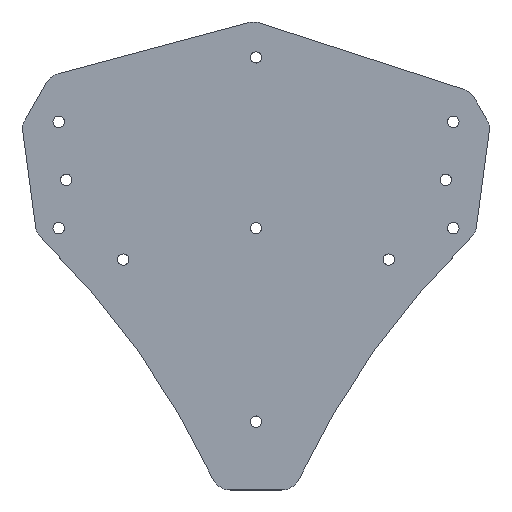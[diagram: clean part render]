
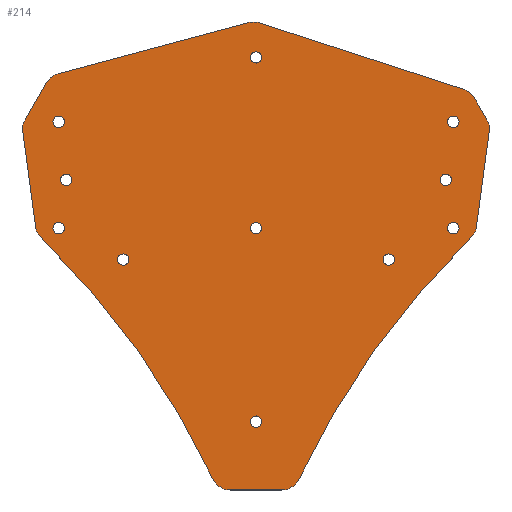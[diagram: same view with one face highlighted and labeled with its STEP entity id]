
A CAD part, top view. The second image highlights one B-rep face of the part: STEP entity #214.
In plain terms, the highlighted planar face has unit normal (0, 0, 1).
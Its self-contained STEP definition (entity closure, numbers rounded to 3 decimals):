
#97=FACE_BOUND('',#272,.T.);
#98=FACE_BOUND('',#273,.T.);
#99=FACE_BOUND('',#274,.T.);
#100=FACE_BOUND('',#275,.T.);
#101=FACE_BOUND('',#276,.T.);
#102=FACE_BOUND('',#277,.T.);
#103=FACE_BOUND('',#278,.T.);
#104=FACE_BOUND('',#279,.T.);
#105=FACE_BOUND('',#280,.T.);
#106=FACE_BOUND('',#281,.T.);
#107=FACE_BOUND('',#282,.T.);
#108=FACE_BOUND('',#283,.T.);
#166=CIRCLE('',#684,220.);
#167=CIRCLE('',#687,220.);
#169=CIRCLE('',#691,1.5);
#170=CIRCLE('',#692,1.5);
#171=CIRCLE('',#693,1.5);
#172=CIRCLE('',#694,1.5);
#173=CIRCLE('',#695,1.5);
#174=CIRCLE('',#696,1.5);
#175=CIRCLE('',#697,1.5);
#176=CIRCLE('',#698,1.5);
#177=CIRCLE('',#699,1.5);
#178=CIRCLE('',#700,1.5);
#179=CIRCLE('',#701,1.5);
#180=CIRCLE('',#702,5.);
#181=CIRCLE('',#703,5.);
#182=CIRCLE('',#704,5.);
#183=CIRCLE('',#705,5.);
#184=CIRCLE('',#706,5.);
#185=CIRCLE('',#707,5.);
#186=CIRCLE('',#708,5.);
#187=CIRCLE('',#709,5.);
#188=CIRCLE('',#710,5.);
#214=ADVANCED_FACE('',(#97,#98,#99,#100,#101,#102,#103,#104,#105,#106,#107,
#108),#243,.F.);
#243=PLANE('',#711);
#272=EDGE_LOOP('',(#351));
#273=EDGE_LOOP('',(#352));
#274=EDGE_LOOP('',(#353));
#275=EDGE_LOOP('',(#354));
#276=EDGE_LOOP('',(#355));
#277=EDGE_LOOP('',(#356));
#278=EDGE_LOOP('',(#357));
#279=EDGE_LOOP('',(#358));
#280=EDGE_LOOP('',(#359));
#281=EDGE_LOOP('',(#360));
#282=EDGE_LOOP('',(#361));
#283=EDGE_LOOP('',(#362,#363,#364,#365,#366,#367,#368,#369,#370,#371,#372,
#373,#374,#375,#376,#377,#378,#379));
#351=ORIENTED_EDGE('',*,*,#561,.T.);
#352=ORIENTED_EDGE('',*,*,#562,.T.);
#353=ORIENTED_EDGE('',*,*,#563,.T.);
#354=ORIENTED_EDGE('',*,*,#564,.T.);
#355=ORIENTED_EDGE('',*,*,#565,.T.);
#356=ORIENTED_EDGE('',*,*,#566,.T.);
#357=ORIENTED_EDGE('',*,*,#567,.T.);
#358=ORIENTED_EDGE('',*,*,#568,.T.);
#359=ORIENTED_EDGE('',*,*,#569,.T.);
#360=ORIENTED_EDGE('',*,*,#570,.T.);
#361=ORIENTED_EDGE('',*,*,#571,.T.);
#362=ORIENTED_EDGE('',*,*,#547,.T.);
#363=ORIENTED_EDGE('',*,*,#572,.T.);
#364=ORIENTED_EDGE('',*,*,#549,.T.);
#365=ORIENTED_EDGE('',*,*,#573,.T.);
#366=ORIENTED_EDGE('',*,*,#553,.T.);
#367=ORIENTED_EDGE('',*,*,#574,.T.);
#368=ORIENTED_EDGE('',*,*,#575,.T.);
#369=ORIENTED_EDGE('',*,*,#576,.T.);
#370=ORIENTED_EDGE('',*,*,#559,.T.);
#371=ORIENTED_EDGE('',*,*,#577,.T.);
#372=ORIENTED_EDGE('',*,*,#578,.T.);
#373=ORIENTED_EDGE('',*,*,#579,.T.);
#374=ORIENTED_EDGE('',*,*,#580,.T.);
#375=ORIENTED_EDGE('',*,*,#581,.T.);
#376=ORIENTED_EDGE('',*,*,#543,.T.);
#377=ORIENTED_EDGE('',*,*,#582,.T.);
#378=ORIENTED_EDGE('',*,*,#583,.T.);
#379=ORIENTED_EDGE('',*,*,#584,.T.);
#485=VERTEX_POINT('',#946);
#486=VERTEX_POINT('',#948);
#489=VERTEX_POINT('',#955);
#490=VERTEX_POINT('',#957);
#491=VERTEX_POINT('',#961);
#492=VERTEX_POINT('',#962);
#495=VERTEX_POINT('',#970);
#496=VERTEX_POINT('',#971);
#501=VERTEX_POINT('',#982);
#502=VERTEX_POINT('',#984);
#503=VERTEX_POINT('',#988);
#504=VERTEX_POINT('',#990);
#505=VERTEX_POINT('',#992);
#506=VERTEX_POINT('',#994);
#507=VERTEX_POINT('',#996);
#508=VERTEX_POINT('',#998);
#509=VERTEX_POINT('',#1000);
#510=VERTEX_POINT('',#1002);
#511=VERTEX_POINT('',#1004);
#512=VERTEX_POINT('',#1006);
#513=VERTEX_POINT('',#1008);
#514=VERTEX_POINT('',#1012);
#515=VERTEX_POINT('',#1014);
#516=VERTEX_POINT('',#1017);
#517=VERTEX_POINT('',#1019);
#518=VERTEX_POINT('',#1021);
#519=VERTEX_POINT('',#1023);
#520=VERTEX_POINT('',#1026);
#521=VERTEX_POINT('',#1028);
#543=EDGE_CURVE('',#486,#485,#619,.T.);
#547=EDGE_CURVE('',#490,#489,#166,.T.);
#549=EDGE_CURVE('',#491,#492,#623,.T.);
#553=EDGE_CURVE('',#495,#496,#167,.T.);
#559=EDGE_CURVE('',#502,#501,#631,.T.);
#561=EDGE_CURVE('',#503,#503,#169,.T.);
#562=EDGE_CURVE('',#504,#504,#170,.T.);
#563=EDGE_CURVE('',#505,#505,#171,.T.);
#564=EDGE_CURVE('',#506,#506,#172,.T.);
#565=EDGE_CURVE('',#507,#507,#173,.T.);
#566=EDGE_CURVE('',#508,#508,#174,.T.);
#567=EDGE_CURVE('',#509,#509,#175,.T.);
#568=EDGE_CURVE('',#510,#510,#176,.T.);
#569=EDGE_CURVE('',#511,#511,#177,.T.);
#570=EDGE_CURVE('',#512,#512,#178,.T.);
#571=EDGE_CURVE('',#513,#513,#179,.T.);
#572=EDGE_CURVE('',#489,#491,#180,.T.);
#573=EDGE_CURVE('',#492,#495,#181,.T.);
#574=EDGE_CURVE('',#496,#514,#182,.T.);
#575=EDGE_CURVE('',#514,#515,#633,.T.);
#576=EDGE_CURVE('',#515,#502,#183,.T.);
#577=EDGE_CURVE('',#501,#516,#184,.T.);
#578=EDGE_CURVE('',#516,#517,#634,.T.);
#579=EDGE_CURVE('',#517,#518,#185,.T.);
#580=EDGE_CURVE('',#518,#519,#635,.T.);
#581=EDGE_CURVE('',#519,#486,#186,.T.);
#582=EDGE_CURVE('',#485,#520,#187,.T.);
#583=EDGE_CURVE('',#520,#521,#636,.T.);
#584=EDGE_CURVE('',#521,#490,#188,.T.);
#619=LINE('',#947,#651);
#623=LINE('',#960,#655);
#631=LINE('',#983,#663);
#633=LINE('',#1013,#665);
#634=LINE('',#1018,#666);
#635=LINE('',#1022,#667);
#636=LINE('',#1027,#668);
#651=VECTOR('',#761,1.);
#655=VECTOR('',#773,1.);
#663=VECTOR('',#789,1.);
#665=VECTOR('',#821,1.);
#666=VECTOR('',#826,1.);
#667=VECTOR('',#829,1.);
#668=VECTOR('',#834,1.);
#684=AXIS2_PLACEMENT_3D('',#956,#768,#769);
#687=AXIS2_PLACEMENT_3D('',#969,#779,#780);
#691=AXIS2_PLACEMENT_3D('',#987,#793,#794);
#692=AXIS2_PLACEMENT_3D('',#989,#795,#796);
#693=AXIS2_PLACEMENT_3D('',#991,#797,#798);
#694=AXIS2_PLACEMENT_3D('',#993,#799,#800);
#695=AXIS2_PLACEMENT_3D('',#995,#801,#802);
#696=AXIS2_PLACEMENT_3D('',#997,#803,#804);
#697=AXIS2_PLACEMENT_3D('',#999,#805,#806);
#698=AXIS2_PLACEMENT_3D('',#1001,#807,#808);
#699=AXIS2_PLACEMENT_3D('',#1003,#809,#810);
#700=AXIS2_PLACEMENT_3D('',#1005,#811,#812);
#701=AXIS2_PLACEMENT_3D('',#1007,#813,#814);
#702=AXIS2_PLACEMENT_3D('',#1009,#815,#816);
#703=AXIS2_PLACEMENT_3D('',#1010,#817,#818);
#704=AXIS2_PLACEMENT_3D('',#1011,#819,#820);
#705=AXIS2_PLACEMENT_3D('',#1015,#822,#823);
#706=AXIS2_PLACEMENT_3D('',#1016,#824,#825);
#707=AXIS2_PLACEMENT_3D('',#1020,#827,#828);
#708=AXIS2_PLACEMENT_3D('',#1024,#830,#831);
#709=AXIS2_PLACEMENT_3D('',#1025,#832,#833);
#710=AXIS2_PLACEMENT_3D('',#1029,#835,#836);
#711=AXIS2_PLACEMENT_3D('',#1030,#837,#838);
#761=DIRECTION('',(-0.5,-0.866,0.));
#768=DIRECTION('',(0.,0.,-1.));
#769=DIRECTION('',(1.,0.,0.));
#773=DIRECTION('',(1.,0.,0.));
#779=DIRECTION('',(0.,0.,-1.));
#780=DIRECTION('',(1.,0.,0.));
#789=DIRECTION('',(-0.5,0.866,0.));
#793=DIRECTION('',(0.,0.,-1.));
#794=DIRECTION('',(-1.,0.,0.));
#795=DIRECTION('',(0.,0.,-1.));
#796=DIRECTION('',(-1.,0.,0.));
#797=DIRECTION('',(0.,0.,-1.));
#798=DIRECTION('',(-1.,0.,0.));
#799=DIRECTION('',(0.,0.,-1.));
#800=DIRECTION('',(-1.,0.,0.));
#801=DIRECTION('',(0.,0.,-1.));
#802=DIRECTION('',(-1.,0.,0.));
#803=DIRECTION('',(0.,0.,-1.));
#804=DIRECTION('',(-1.,0.,0.));
#805=DIRECTION('',(0.,0.,-1.));
#806=DIRECTION('',(-1.,0.,0.));
#807=DIRECTION('',(0.,0.,-1.));
#808=DIRECTION('',(-1.,0.,0.));
#809=DIRECTION('',(0.,0.,-1.));
#810=DIRECTION('',(-1.,0.,0.));
#811=DIRECTION('',(0.,0.,-1.));
#812=DIRECTION('',(-1.,0.,0.));
#813=DIRECTION('',(0.,0.,-1.));
#814=DIRECTION('',(-1.,0.,0.));
#815=DIRECTION('',(0.,0.,1.));
#816=DIRECTION('',(-1.,0.,0.));
#817=DIRECTION('',(0.,0.,1.));
#818=DIRECTION('',(-1.,0.,0.));
#819=DIRECTION('',(0.,0.,1.));
#820=DIRECTION('',(-1.,0.,0.));
#821=DIRECTION('',(0.133,0.991,0.));
#822=DIRECTION('',(0.,0.,1.));
#823=DIRECTION('',(-1.,0.,0.));
#824=DIRECTION('',(0.,0.,1.));
#825=DIRECTION('',(-1.,0.,0.));
#826=DIRECTION('',(-0.951,0.309,0.));
#827=DIRECTION('',(0.,0.,1.));
#828=DIRECTION('',(-1.,0.,0.));
#829=DIRECTION('',(-0.966,-0.259,0.));
#830=DIRECTION('',(0.,0.,1.));
#831=DIRECTION('',(-1.,0.,0.));
#832=DIRECTION('',(0.,0.,1.));
#833=DIRECTION('',(-1.,0.,0.));
#834=DIRECTION('',(0.133,-0.991,0.));
#835=DIRECTION('',(0.,0.,1.));
#836=DIRECTION('',(-1.,0.,0.));
#837=DIRECTION('',(0.,0.,-1.));
#838=DIRECTION('',(-1.,0.,0.));
#946=CARTESIAN_POINT('',(-60.826,22.885,-34.138));
#947=CARTESIAN_POINT('',(-45.,50.297,-34.138));
#948=CARTESIAN_POINT('',(-55.186,32.654,-34.138));
#955=CARTESIAN_POINT('',(-11.327,-71.837,-34.138));
#956=CARTESIAN_POINT('',(-210.295,-165.708,-34.138));
#957=CARTESIAN_POINT('',(-56.628,-8.271,-34.138));
#960=CARTESIAN_POINT('',(-10.,-74.703,-34.138));
#961=CARTESIAN_POINT('',(-6.805,-74.703,-34.138));
#962=CARTESIAN_POINT('',(6.805,-74.703,-34.138));
#969=CARTESIAN_POINT('',(210.295,-165.708,-34.138));
#970=CARTESIAN_POINT('',(11.327,-71.837,-34.138));
#971=CARTESIAN_POINT('',(56.628,-8.271,-34.138));
#982=CARTESIAN_POINT('',(57.505,28.637,-34.138));
#983=CARTESIAN_POINT('',(71.269,4.797,-34.138));
#984=CARTESIAN_POINT('',(60.826,22.885,-34.138));
#987=CARTESIAN_POINT('',(50.,7.,-34.138));
#988=CARTESIAN_POINT('',(48.5,7.,-34.138));
#989=CARTESIAN_POINT('',(35.,-14.,-34.138));
#990=CARTESIAN_POINT('',(33.5,-14.,-34.138));
#991=CARTESIAN_POINT('',(-35.,-14.,-34.138));
#992=CARTESIAN_POINT('',(-36.5,-14.,-34.138));
#993=CARTESIAN_POINT('',(-50.,7.,-34.138));
#994=CARTESIAN_POINT('',(-51.5,7.,-34.138));
#995=CARTESIAN_POINT('',(-52.,-5.703,-34.138));
#996=CARTESIAN_POINT('',(-53.5,-5.703,-34.138));
#997=CARTESIAN_POINT('',(-52.,22.297,-34.138));
#998=CARTESIAN_POINT('',(-53.5,22.297,-34.138));
#999=CARTESIAN_POINT('',(52.,-5.703,-34.138));
#1000=CARTESIAN_POINT('',(50.5,-5.703,-34.138));
#1001=CARTESIAN_POINT('',(0.,-56.703,-34.138));
#1002=CARTESIAN_POINT('',(-1.5,-56.703,-34.138));
#1003=CARTESIAN_POINT('',(0.,-5.703,-34.138));
#1004=CARTESIAN_POINT('',(-1.5,-5.703,-34.138));
#1005=CARTESIAN_POINT('',(0.,39.297,-34.138));
#1006=CARTESIAN_POINT('',(-1.5,39.297,-34.138));
#1007=CARTESIAN_POINT('',(52.,22.297,-34.138));
#1008=CARTESIAN_POINT('',(50.5,22.297,-34.138));
#1009=CARTESIAN_POINT('',(-6.805,-69.703,-34.138));
#1010=CARTESIAN_POINT('',(6.805,-69.703,-34.138));
#1011=CARTESIAN_POINT('',(53.136,-4.693,-34.138));
#1012=CARTESIAN_POINT('',(58.091,-5.357,-34.138));
#1013=CARTESIAN_POINT('',(61.678,21.41,-34.138));
#1014=CARTESIAN_POINT('',(61.452,19.721,-34.138));
#1015=CARTESIAN_POINT('',(56.496,20.385,-34.138));
#1016=CARTESIAN_POINT('',(53.175,26.137,-34.138));
#1017=CARTESIAN_POINT('',(54.72,30.893,-34.138));
#1018=CARTESIAN_POINT('',(-5.,50.297,-34.138));
#1019=CARTESIAN_POINT('',(0.928,48.371,-34.138));
#1020=CARTESIAN_POINT('',(-0.617,43.615,-34.138));
#1021=CARTESIAN_POINT('',(-1.911,48.445,-34.138));
#1022=CARTESIAN_POINT('',(-54.151,34.448,-34.138));
#1023=CARTESIAN_POINT('',(-52.15,34.984,-34.138));
#1024=CARTESIAN_POINT('',(-50.856,30.154,-34.138));
#1025=CARTESIAN_POINT('',(-56.496,20.385,-34.138));
#1026=CARTESIAN_POINT('',(-61.452,19.721,-34.138));
#1027=CARTESIAN_POINT('',(-57.861,-7.077,-34.138));
#1028=CARTESIAN_POINT('',(-58.091,-5.357,-34.138));
#1029=CARTESIAN_POINT('',(-53.136,-4.693,-34.138));
#1030=CARTESIAN_POINT('',(-210.295,-165.708,-34.138));
